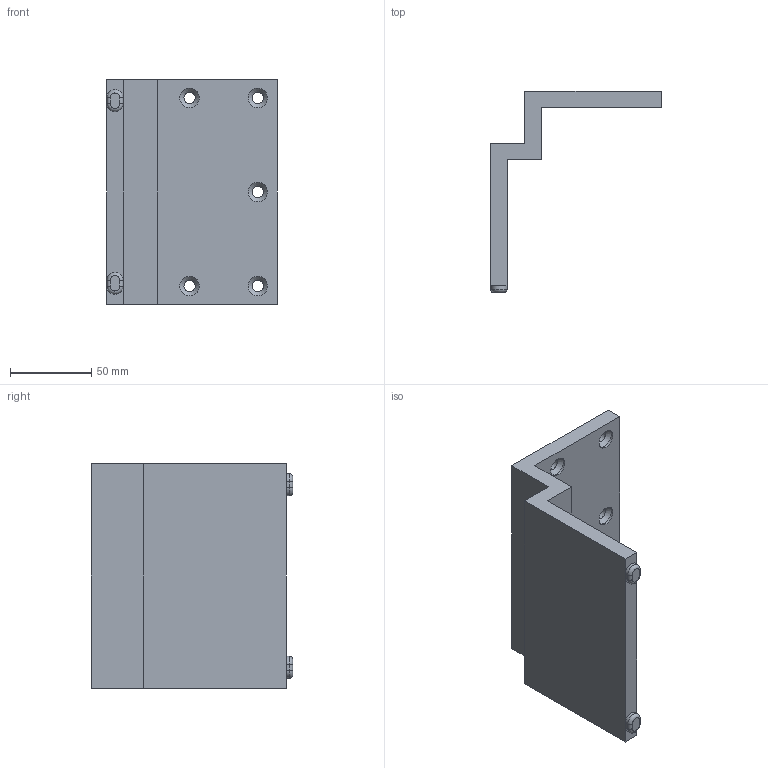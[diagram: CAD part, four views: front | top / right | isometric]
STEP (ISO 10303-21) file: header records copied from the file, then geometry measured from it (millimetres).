
FILE_DESCRIPTION(/* description */ (''),/* implementation_level */ '2;1');
FILE_NAME(/* name */ 'NM-XH3065.stp',/* time_stamp */ '2023-08-31T10:07:05+02:00',/* author */ ('tomaszw'),/* organization */ (''),/* preprocessor_version */ 'ST-DEVELOPER v19.2',/* originating_system */ 'Autodesk Inventor 2023',/* authorisation */ '');
FILE_SCHEMA (('AUTOMOTIVE_DESIGN { 1 0 10303 214 3 1 1 }'));
Length unit declared in the file: millimetre
Products named in the file (1): NM-XH3065-05
Bounding box: 105 x 124 x 138 mm (x, y, z)
Volume: 294746.3 mm3; surface area: 67786.4 mm2
Topology: 3 solids, 3 shells, 47 faces, 115 edges, 74 vertices
Faces by surface type: plane 20, cylinder 18, cone 5, torus 4
Full cylindrical faces by diameter (mm): 6.9 x5, 12 x5
Entity records: 1456 total; most frequent: DIRECTION 261, CARTESIAN_POINT 237, ORIENTED_EDGE 230, EDGE_CURVE 115, AXIS2_PLACEMENT_3D 98, VERTEX_POINT 74, LINE 65, VECTOR 65
